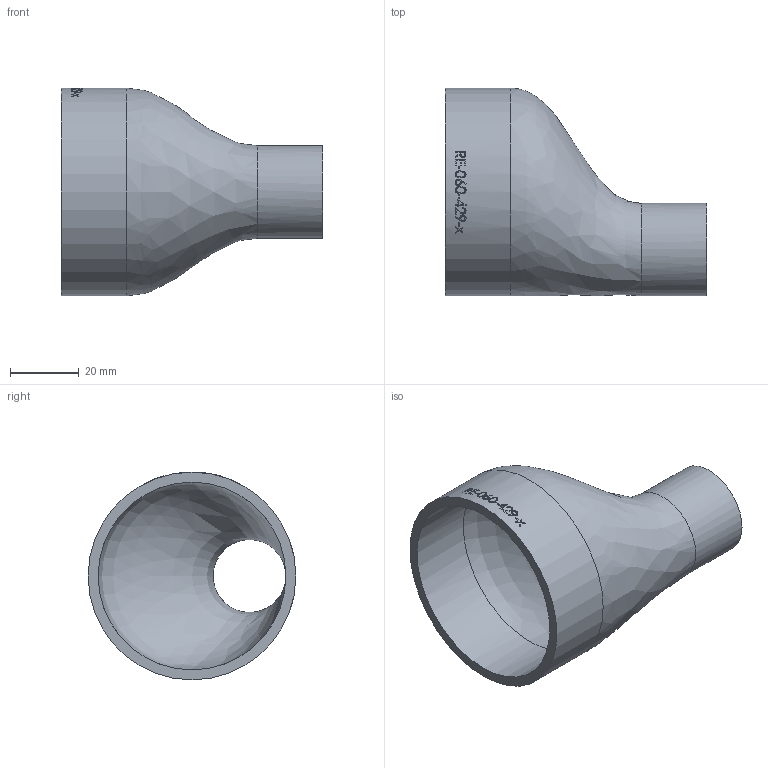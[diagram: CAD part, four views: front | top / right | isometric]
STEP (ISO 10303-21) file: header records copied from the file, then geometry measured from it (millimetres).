
FILE_DESCRIPTION (( 'STEP AP214' ), '1' );
FILE_NAME ('RE-060-429-x Reduzierung Exzenter 60,3x26,9x2,9x2,3 BL76 2101.STEP', '2021-01-05T09:05:23', ( '' ), ( '' ), 'SwSTEP 2.0', 'SolidWorks 2019', '' );
FILE_SCHEMA (( 'AUTOMOTIVE_DESIGN' ));
Length unit declared in the file: millimetre
Products named in the file (1): RE-060-429-x Reduzierung Exzenter 60,3x26,9x2,9x2,3 BL76 2101
Bounding box: 76 x 60.3 x 60.3 mm (x, y, z)
Volume: 30067.6 mm3; surface area: 21583 mm2
Topology: 1 solids, 1 shells, 145 faces, 377 edges, 251 vertices
Faces by surface type: bspline 70, plane 53, cylinder 21, cone 1
Full cylindrical faces by diameter (mm): 26.9 x1, 54.5 x1, 60.3 x1
Entity records: 15644 total; most frequent: CARTESIAN_POINT 11240, ORIENTED_EDGE 730, EDGE_CURVE 365, DIRECTION 364, VERTEX_POINT 246, B_SPLINE_CURVE_WITH_KNOTS 218, EDGE_LOOP 171, FACE_OUTER_BOUND 150
